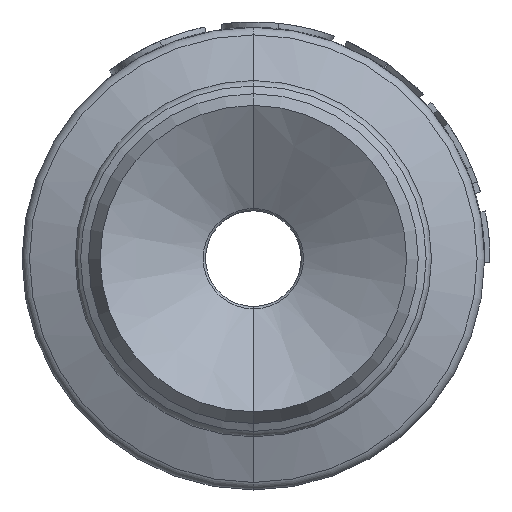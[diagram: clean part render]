
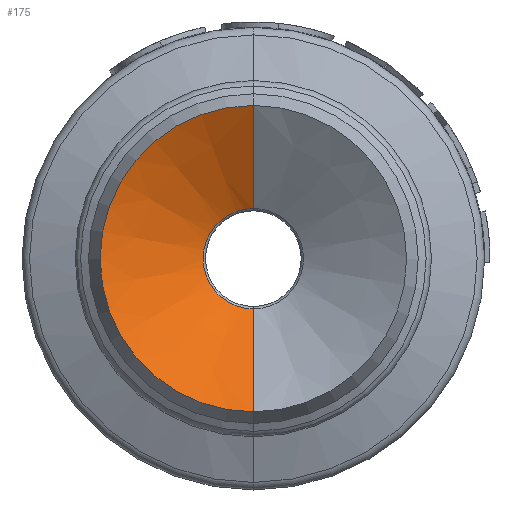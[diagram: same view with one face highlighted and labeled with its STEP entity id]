
A CAD part, front view. The second image highlights one B-rep face of the part: STEP entity #175.
In plain terms, the highlighted conical face has half-angle 59.172 degrees and reference radius 0.944 mm.
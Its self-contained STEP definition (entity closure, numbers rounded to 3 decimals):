
#175=ADVANCED_FACE('',(#428),#429,.F.);
#428=FACE_OUTER_BOUND('',#756,.T.);
#429=CONICAL_SURFACE('',#757,0.944,1.033);
#756=EDGE_LOOP('',(#3980,#3981,#3982,#3983));
#757=AXIS2_PLACEMENT_3D('',#3984,#3985,#3986);
#3980=ORIENTED_EDGE('',*,*,#4615,.T.);
#3981=ORIENTED_EDGE('',*,*,#4716,.T.);
#3982=ORIENTED_EDGE('',*,*,#4717,.F.);
#3983=ORIENTED_EDGE('',*,*,#4718,.F.);
#3984=CARTESIAN_POINT('',(0.0,-12.844,0.0));
#3985=DIRECTION('',(0.0,-1.0,-0.0));
#3986=DIRECTION('',(0.0,0.0,-1.0));
#4615=EDGE_CURVE('',#4973,#4977,#4979,.T.);
#4716=EDGE_CURVE('',#4977,#5137,#5143,.T.);
#4717=EDGE_CURVE('',#5138,#5137,#5144,.T.);
#4718=EDGE_CURVE('',#4973,#5138,#5145,.T.);
#4973=VERTEX_POINT('',#5473);
#4977=VERTEX_POINT('',#5477);
#4979=CIRCLE('',#5479,0.944);
#5137=VERTEX_POINT('',#5882);
#5138=VERTEX_POINT('',#5883);
#5143=LINE('',#5890,#5891);
#5144=CIRCLE('',#5892,2.881);
#5145=LINE('',#5893,#5894);
#5473=CARTESIAN_POINT('',(0.,-12.844,-0.944));
#5477=CARTESIAN_POINT('',(0.0,-12.844,0.944));
#5479=AXIS2_PLACEMENT_3D('',#7232,#7233,#7234);
#5882=CARTESIAN_POINT('',(0.,-14.0,2.881));
#5883=CARTESIAN_POINT('',(0.0,-14.0,-2.881));
#5890=CARTESIAN_POINT('',(0.,-12.844,0.944));
#5891=VECTOR('',#7378,1000.0);
#5892=AXIS2_PLACEMENT_3D('',#7379,#7380,#7381);
#5893=CARTESIAN_POINT('',(0.0,-12.844,-0.944));
#5894=VECTOR('',#7382,1000.0);
#7232=CARTESIAN_POINT('',(0.0,-12.844,0.0));
#7233=DIRECTION('',(0.0,1.0,0.0));
#7234=DIRECTION('',(0.0,0.0,1.0));
#7378=DIRECTION('',(0.,-0.512,0.859));
#7379=CARTESIAN_POINT('',(0.0,-14.0,0.0));
#7380=DIRECTION('',(0.0,1.0,0.0));
#7381=DIRECTION('',(0.0,0.0,1.0));
#7382=DIRECTION('',(0.0,-0.512,-0.859));
